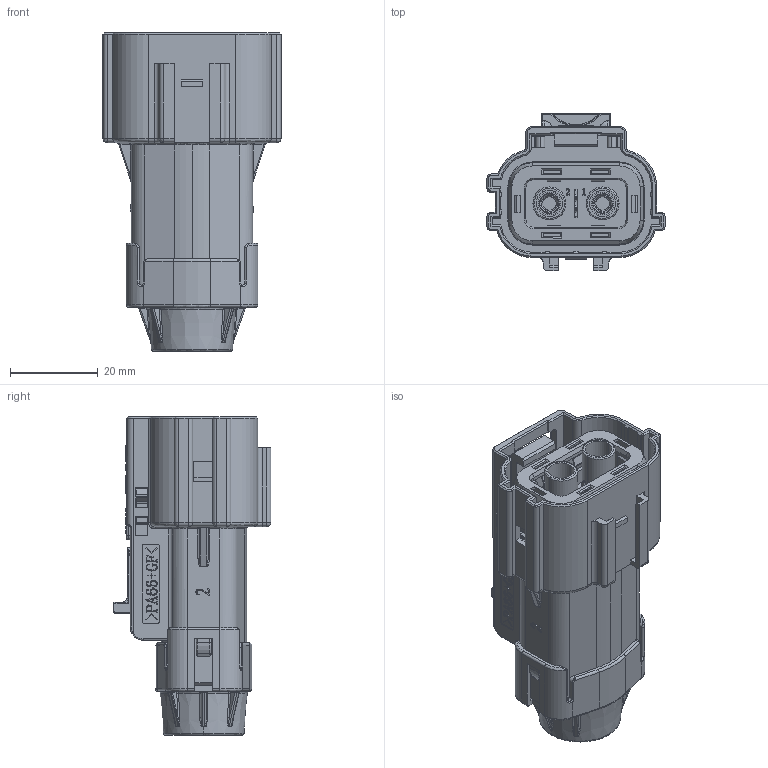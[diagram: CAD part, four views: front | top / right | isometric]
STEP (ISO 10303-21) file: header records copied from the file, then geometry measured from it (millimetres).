
FILE_DESCRIPTION (( 'STEP AP214' ), '1' );
FILE_NAME ('YGC1139-EV-S2P脣芛(2020).STEP', '2023-06-29T07:04:46', ( 'yguser' ), ( 'ygkj' ), 'SwSTEP 2.0', 'SolidWorks 2018', '' );
FILE_SCHEMA (( 'AUTOMOTIVE_DESIGN' ));
Length unit declared in the file: millimetre
Products named in the file (1): YGC1139-EV-S2P脣芛(2020)
Bounding box: 40.5 x 35.9 x 72.4 mm (x, y, z)
Volume: 39772.1 mm3; surface area: 22546.8 mm2
Topology: 10 solids, 17 shells, 2880 faces, 7724 edges, 4912 vertices
Faces by surface type: plane 1638, cylinder 597, bspline 553, cone 92
Entity records: 109842 total; most frequent: CARTESIAN_POINT 41354, ORIENTED_EDGE 15384, DIRECTION 12476, EDGE_CURVE 7692, VECTOR 5284, LINE 5284, VERTEX_POINT 4912, AXIS2_PLACEMENT_3D 3596
